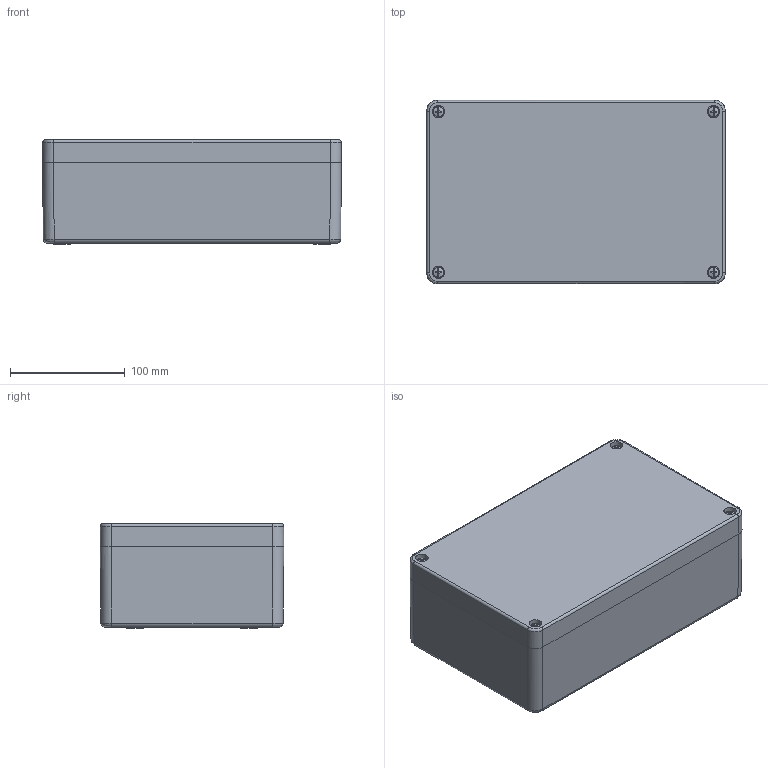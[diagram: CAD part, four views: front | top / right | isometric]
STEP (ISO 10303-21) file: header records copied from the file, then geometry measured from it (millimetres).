
FILE_DESCRIPTION (( 'STEP AP214' ), '1' );
FILE_NAME ('1590ZGRP162BK.STEP', '2021-09-09T11:33:39', ( '' ), ( '' ), 'SwSTEP 2.0', 'SolidWorks 2021', '' );
FILE_SCHEMA (( 'AUTOMOTIVE_DESIGN' ));
Length unit declared in the file: inch
Products named in the file (1): 1590ZGRP162BK
Bounding box: 260.5 x 160 x 91 mm (x, y, z)
Volume: 1009167.8 mm3; surface area: 331184.7 mm2
Topology: 7 solids, 7 shells, 431 faces, 1090 edges, 714 vertices
Faces by surface type: plane 239, cone 84, cylinder 64, bspline 44
Full cylindrical faces by diameter (mm): 4 x8, 4.917 x10, 5.28 x4, 5.88 x4, 6 x4, 6.4 x4, 6.8 x4, 10.8 x4
Entity records: 14382 total; most frequent: CARTESIAN_POINT 4418, ORIENTED_EDGE 2012, DIRECTION 1938, EDGE_CURVE 1006, VERTEX_POINT 696, AXIS2_PLACEMENT_3D 696, EDGE_LOOP 556, VECTOR 546
